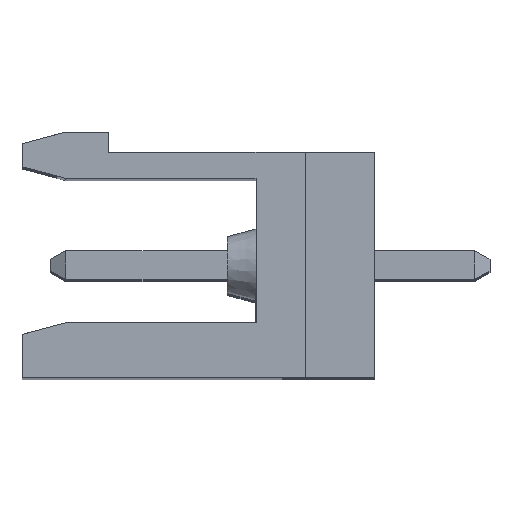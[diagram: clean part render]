
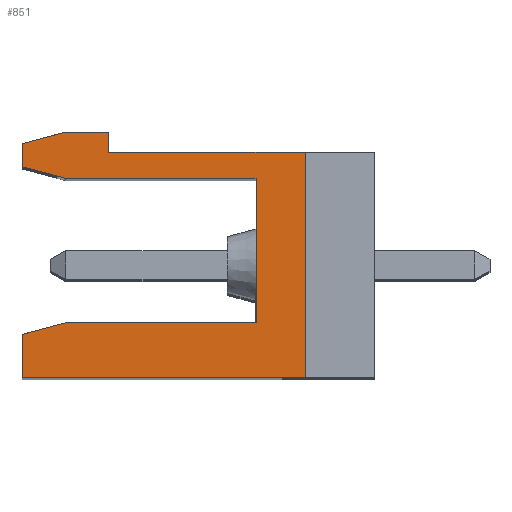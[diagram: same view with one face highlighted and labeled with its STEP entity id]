
A CAD part, top view. The second image highlights one B-rep face of the part: STEP entity #851.
In plain terms, the highlighted planar face has unit normal (0, 0, 1).
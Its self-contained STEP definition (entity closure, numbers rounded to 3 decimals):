
#851 = ADVANCED_FACE( '', ( #1845 ), #1846, .F. );
#1845 = FACE_OUTER_BOUND( '', #2959, .T. );
#1846 = PLANE( '', #2960 );
#2959 = EDGE_LOOP( '', ( #5470, #5471, #5472, #5473, #5474, #5475, #5476, #5477, #5478, #5479, #5480, #5481, #5482 ) );
#2960 = AXIS2_PLACEMENT_3D( '', #5483, #5484, #5485 );
#5470 = ORIENTED_EDGE( '', *, *, #7563, .T. );
#5471 = ORIENTED_EDGE( '', *, *, #7094, .T. );
#5472 = ORIENTED_EDGE( '', *, *, #7564, .F. );
#5473 = ORIENTED_EDGE( '', *, *, #7565, .T. );
#5474 = ORIENTED_EDGE( '', *, *, #6834, .F. );
#5475 = ORIENTED_EDGE( '', *, *, #7486, .F. );
#5476 = ORIENTED_EDGE( '', *, *, #7566, .F. );
#5477 = ORIENTED_EDGE( '', *, *, #7219, .F. );
#5478 = ORIENTED_EDGE( '', *, *, #7489, .F. );
#5479 = ORIENTED_EDGE( '', *, *, #7444, .F. );
#5480 = ORIENTED_EDGE( '', *, *, #6609, .F. );
#5481 = ORIENTED_EDGE( '', *, *, #6563, .F. );
#5482 = ORIENTED_EDGE( '', *, *, #7567, .T. );
#5483 = CARTESIAN_POINT( '', ( 197.225, 64.81, -24.28 ) );
#5484 = DIRECTION( '', ( 0., 0., -1. ) );
#5485 = DIRECTION( '', ( 0., -1., 0. ) );
#6563 = EDGE_CURVE( '', #7829, #7831, #7832, .T. );
#6609 = EDGE_CURVE( '', #7831, #7846, #7919, .T. );
#6834 = EDGE_CURVE( '', #8295, #8297, #8298, .T. );
#7094 = EDGE_CURVE( '', #8711, #8709, #8712, .T. );
#7219 = EDGE_CURVE( '', #8901, #8903, #8904, .T. );
#7444 = EDGE_CURVE( '', #7846, #9202, #9206, .T. );
#7486 = EDGE_CURVE( '', #9260, #8295, #9262, .T. );
#7489 = EDGE_CURVE( '', #9202, #8901, #9265, .T. );
#7563 = EDGE_CURVE( '', #9352, #8711, #9353, .T. );
#7564 = EDGE_CURVE( '', #9354, #8709, #9355, .T. );
#7565 = EDGE_CURVE( '', #9354, #8297, #9356, .T. );
#7566 = EDGE_CURVE( '', #8903, #9260, #9357, .T. );
#7567 = EDGE_CURVE( '', #7829, #9352, #9358, .T. );
#7829 = VERTEX_POINT( '', #9665 );
#7831 = VERTEX_POINT( '', #9668 );
#7832 = LINE( '', #9669, #9670 );
#7846 = VERTEX_POINT( '', #9690 );
#7919 = LINE( '', #9800, #9801 );
#8295 = VERTEX_POINT( '', #10352 );
#8297 = VERTEX_POINT( '', #10355 );
#8298 = LINE( '', #10356, #10357 );
#8709 = VERTEX_POINT( '', #10965 );
#8711 = VERTEX_POINT( '', #10968 );
#8712 = LINE( '', #10969, #10970 );
#8901 = VERTEX_POINT( '', #11251 );
#8903 = VERTEX_POINT( '', #11254 );
#8904 = LINE( '', #11255, #11256 );
#9202 = VERTEX_POINT( '', #11711 );
#9206 = LINE( '', #11717, #11718 );
#9260 = VERTEX_POINT( '', #11808 );
#9262 = LINE( '', #11811, #11812 );
#9265 = LINE( '', #11816, #11817 );
#9352 = VERTEX_POINT( '', #11946 );
#9353 = LINE( '', #11947, #11948 );
#9354 = VERTEX_POINT( '', #11949 );
#9355 = LINE( '', #11950, #11951 );
#9356 = LINE( '', #11952, #11953 );
#9357 = LINE( '', #11954, #11955 );
#9358 = LINE( '', #11956, #11957 );
#9665 = CARTESIAN_POINT( '', ( 194.425, 63.51, -24.28 ) );
#9668 = CARTESIAN_POINT( '', ( 194.425, 64.31, -24.28 ) );
#9669 = CARTESIAN_POINT( '', ( 194.425, 64.41, -24.28 ) );
#9670 = VECTOR( '', #12288, 1000. );
#9690 = CARTESIAN_POINT( '', ( 195.918, 64.71, -24.28 ) );
#9800 = CARTESIAN_POINT( '', ( 195.918, 64.71, -24.28 ) );
#9801 = VECTOR( '', #12332, 1000. );
#10352 = CARTESIAN_POINT( '', ( 194.425, 56.21, -24.28 ) );
#10355 = CARTESIAN_POINT( '', ( 194.425, 57.708, -24.28 ) );
#10356 = CARTESIAN_POINT( '', ( 194.425, 64.41, -24.28 ) );
#10357 = VECTOR( '', #12521, 1000. );
#10965 = CARTESIAN_POINT( '', ( 202.525, 58.11, -24.28 ) );
#10968 = CARTESIAN_POINT( '', ( 202.525, 63.11, -24.28 ) );
#10969 = CARTESIAN_POINT( '', ( 202.525, 64.81, -24.28 ) );
#10970 = VECTOR( '', #12762, 1000. );
#11251 = CARTESIAN_POINT( '', ( 197.425, 64.01, -24.28 ) );
#11254 = CARTESIAN_POINT( '', ( 204.225, 64.01, -24.28 ) );
#11255 = CARTESIAN_POINT( '', ( 204.025, 64.01, -24.28 ) );
#11256 = VECTOR( '', #12877, 1000. );
#11711 = CARTESIAN_POINT( '', ( 197.425, 64.71, -24.28 ) );
#11717 = CARTESIAN_POINT( '', ( 197.425, 64.71, -24.28 ) );
#11718 = VECTOR( '', #13049, 1000. );
#11808 = CARTESIAN_POINT( '', ( 204.225, 56.21, -24.28 ) );
#11811 = CARTESIAN_POINT( '', ( 194.225, 56.21, -24.28 ) );
#11812 = VECTOR( '', #13087, 1000. );
#11816 = CARTESIAN_POINT( '', ( 197.425, 64.31, -24.28 ) );
#11817 = VECTOR( '', #13089, 1000. );
#11946 = CARTESIAN_POINT( '', ( 195.918, 63.11, -24.28 ) );
#11947 = CARTESIAN_POINT( '', ( 197.225, 63.11, -24.28 ) );
#11948 = VECTOR( '', #13132, 1000. );
#11949 = CARTESIAN_POINT( '', ( 195.925, 58.11, -24.28 ) );
#11950 = CARTESIAN_POINT( '', ( 197.225, 58.11, -24.28 ) );
#11951 = VECTOR( '', #13133, 1000. );
#11952 = CARTESIAN_POINT( '', ( 194.425, 57.708, -24.28 ) );
#11953 = VECTOR( '', #13134, 1000. );
#11954 = CARTESIAN_POINT( '', ( 204.225, 56.21, -24.28 ) );
#11955 = VECTOR( '', #13135, 1000. );
#11956 = CARTESIAN_POINT( '', ( 196.713, 62.897, -24.28 ) );
#11957 = VECTOR( '', #13136, 1000. );
#12288 = DIRECTION( '', ( 0., 1., 0. ) );
#12332 = DIRECTION( '', ( 0.966, 0.259, 0. ) );
#12521 = DIRECTION( '', ( 0., 1., 0. ) );
#12762 = DIRECTION( '', ( 0., -1., 0. ) );
#12877 = DIRECTION( '', ( 1., 0., 0. ) );
#13049 = DIRECTION( '', ( 1., 0., 0. ) );
#13087 = DIRECTION( '', ( -1., 0., 0. ) );
#13089 = DIRECTION( '', ( 0., -1., 0. ) );
#13132 = DIRECTION( '', ( 1., 0., 0. ) );
#13133 = DIRECTION( '', ( 1., 0., 0. ) );
#13134 = DIRECTION( '', ( -0.966, -0.259, 0. ) );
#13135 = DIRECTION( '', ( 0., -1., 0. ) );
#13136 = DIRECTION( '', ( 0.966, -0.259, 0. ) );
